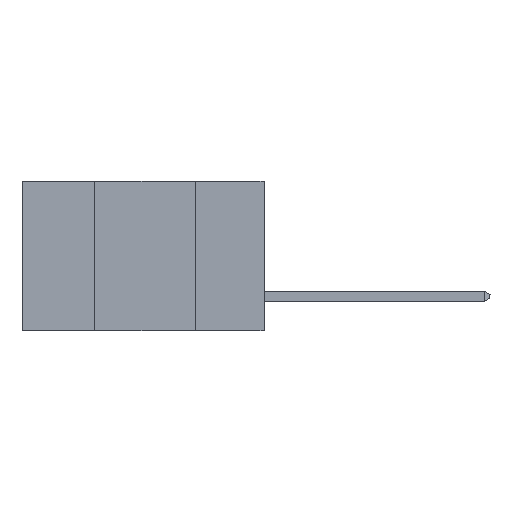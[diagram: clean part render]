
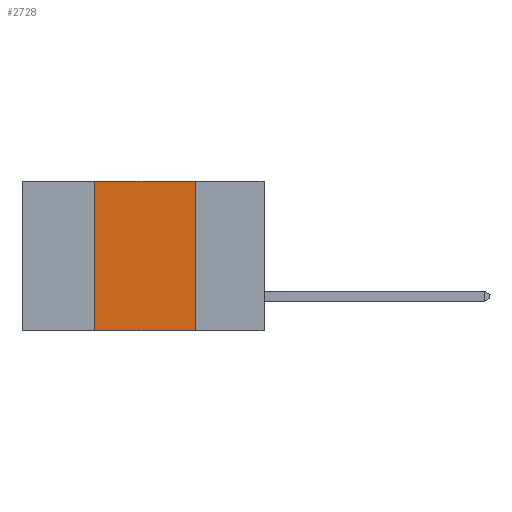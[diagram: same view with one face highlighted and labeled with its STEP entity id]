
A CAD part, left-side view. The second image highlights one B-rep face of the part: STEP entity #2728.
In plain terms, the highlighted planar face has unit normal (-1, 0, 0).
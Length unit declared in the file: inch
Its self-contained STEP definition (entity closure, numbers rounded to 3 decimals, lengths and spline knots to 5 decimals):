
#473 = LINE ( 'NONE', #3401, #2898 ) ;
#563 = CARTESIAN_POINT ( 'NONE',  ( 0., 0.6, 0. ) ) ;
#616 = VECTOR ( 'NONE', #8897, 39.37008 ) ;
#977 = ORIENTED_EDGE ( 'NONE', *, *, #7927, .F. ) ;
#1258 = DIRECTION ( 'NONE',  ( 0., 0., -1. ) ) ;
#1268 = DIRECTION ( 'NONE',  ( 0., 0., 1. ) ) ;
#2010 = VERTEX_POINT ( 'NONE', #7716 ) ;
#2065 = EDGE_CURVE ( 'NONE', #6706, #4632, #7780, .T. ) ;
#2211 = VECTOR ( 'NONE', #7858, 39.37008 ) ;
#2262 = CARTESIAN_POINT ( 'NONE',  ( 0., 0.6, 0. ) ) ;
#2393 = PLANE ( 'NONE',  #2448 ) ;
#2448 = AXIS2_PLACEMENT_3D ( 'NONE', #2262, #10651, #1258 ) ;
#2728 = ADVANCED_FACE ( 'NONE', ( #5673 ), #2393, .F. ) ;
#2864 = EDGE_CURVE ( 'NONE', #2010, #10756, #3366, .T. ) ;
#2898 = VECTOR ( 'NONE', #8601, 39.37008 ) ;
#3366 = LINE ( 'NONE', #12983, #616 ) ;
#3401 = CARTESIAN_POINT ( 'NONE',  ( 0., 0.17, 0. ) ) ;
#4632 = VERTEX_POINT ( 'NONE', #4720 ) ;
#4720 = CARTESIAN_POINT ( 'NONE',  ( 0., 0.17, 0. ) ) ;
#5673 = FACE_OUTER_BOUND ( 'NONE', #9815, .T. ) ;
#6706 = VERTEX_POINT ( 'NONE', #7358 ) ;
#7358 = CARTESIAN_POINT ( 'NONE',  ( 0., 0.42, 0. ) ) ;
#7635 = VECTOR ( 'NONE', #1268, 39.37008 ) ;
#7716 = CARTESIAN_POINT ( 'NONE',  ( 0., 0.42, -0.37 ) ) ;
#7780 = LINE ( 'NONE', #563, #2211 ) ;
#7858 = DIRECTION ( 'NONE',  ( 0., -1., 0. ) ) ;
#7927 = EDGE_CURVE ( 'NONE', #2010, #6706, #7981, .T. ) ;
#7981 = LINE ( 'NONE', #12720, #7635 ) ;
#8133 = EDGE_CURVE ( 'NONE', #4632, #10756, #473, .T. ) ;
#8139 = CARTESIAN_POINT ( 'NONE',  ( 0., 0.17, -0.37 ) ) ;
#8398 = ORIENTED_EDGE ( 'NONE', *, *, #8133, .F. ) ;
#8601 = DIRECTION ( 'NONE',  ( 0., 0., -1. ) ) ;
#8897 = DIRECTION ( 'NONE',  ( 0., -1., 0. ) ) ;
#9815 = EDGE_LOOP ( 'NONE', ( #8398, #12581, #977, #11973 ) ) ;
#10651 = DIRECTION ( 'NONE',  ( 1., 0., 0. ) ) ;
#10756 = VERTEX_POINT ( 'NONE', #8139 ) ;
#11973 = ORIENTED_EDGE ( 'NONE', *, *, #2864, .T. ) ;
#12581 = ORIENTED_EDGE ( 'NONE', *, *, #2065, .F. ) ;
#12720 = CARTESIAN_POINT ( 'NONE',  ( 0., 0.42, 0. ) ) ;
#12983 = CARTESIAN_POINT ( 'NONE',  ( 0., 0.6, -0.37 ) ) ;
